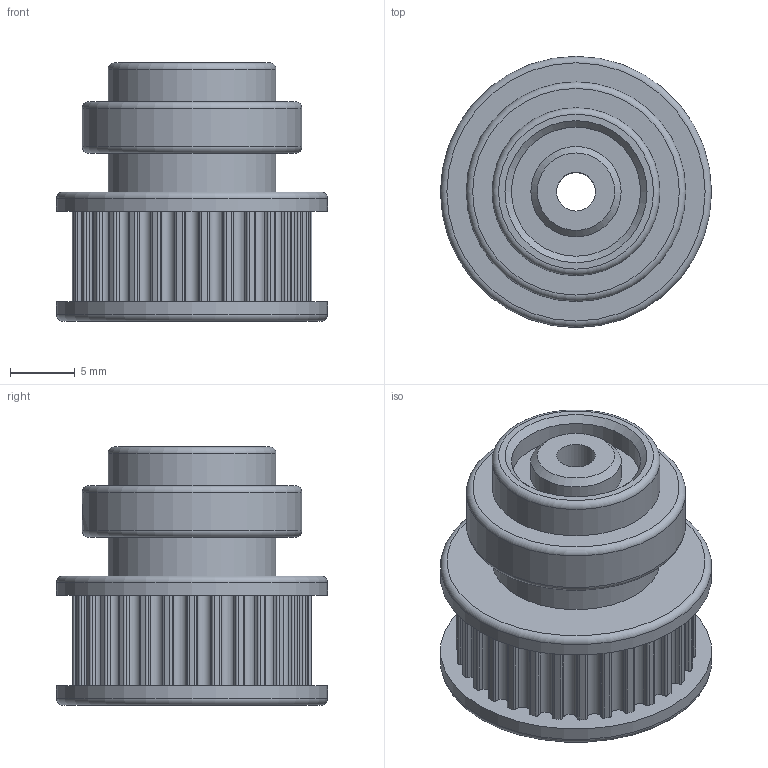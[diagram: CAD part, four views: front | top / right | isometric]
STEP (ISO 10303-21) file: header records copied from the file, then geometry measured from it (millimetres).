
FILE_DESCRIPTION(/* description */ ('STEP AP242','CAx-IF Rec.Pracs.---Representation and Presentation of Product Manufacturing Information (PMI)---4.0---2014-10-13','CAx-IF Rec.Pracs.---3D Tessellated Geometry---0.4---2014-09-14','2;1'),/* implementation_level */ '2;1');
FILE_NAME(/* name */ '680fe4e1dcc2885434c19783',/* time_stamp */ '2025-04-28T20:28:18Z',/* author */ (''),/* organization */ (''),/* preprocessor_version */ 'ST-DEVELOPER v20',/* originating_system */ 'ONSHAPE BY PTC INC, 1.197',/* authorisation */ ' ');
FILE_SCHEMA (('AP242_MANAGED_MODEL_BASED_3D_ENGINEERING_MIM_LF { 1 0 10303 442 1 1 4 }'));
Length unit declared in the file: metre
Products named in the file (1): HUB-01
Bounding box: 21 x 21 x 20 mm (x, y, z)
Volume: 3181.3 mm3; surface area: 3101.2 mm2
Topology: 1 solids, 1 shells, 215 faces, 601 edges, 399 vertices
Faces by surface type: cylinder 193, plane 13, torus 5, cone 4
Full cylindrical faces by diameter (mm): 1.6 x1, 3 x2, 7 x2, 8 x1, 10 x1, 13 x2, 15 x1, 17 x1, 21 x2
Entity records: 7048 total; most frequent: DIRECTION 1398, CARTESIAN_POINT 1206, ORIENTED_EDGE 1150, AXIS2_PLACEMENT_3D 609, EDGE_CURVE 575, VERTEX_POINT 395, CIRCLE 393, EDGE_LOOP 252
